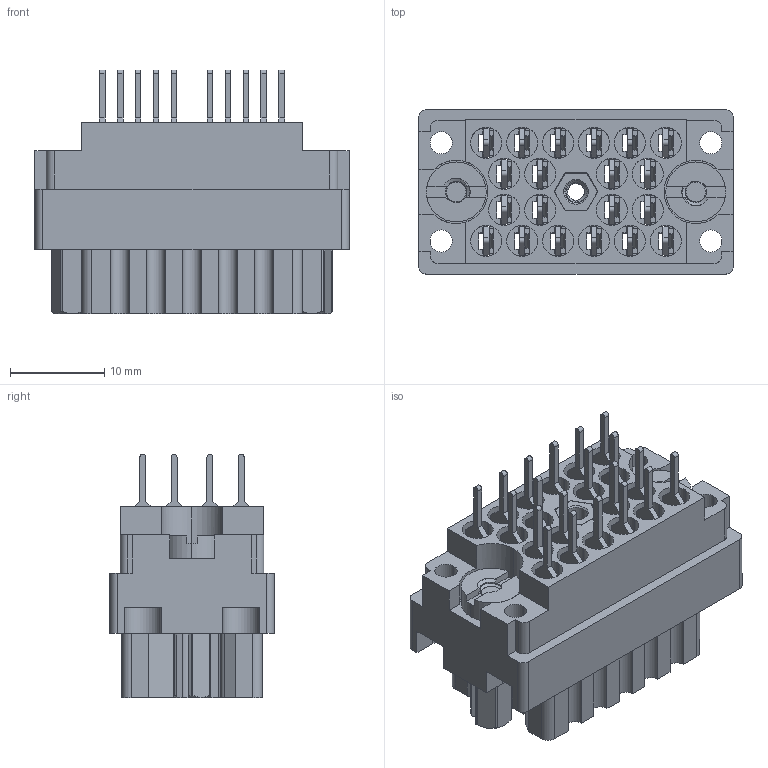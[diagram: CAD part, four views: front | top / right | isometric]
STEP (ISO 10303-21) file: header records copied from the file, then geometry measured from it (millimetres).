
FILE_DESCRIPTION (( 'STEP AP203' ), '1' );
FILE_NAME ('516-020-520-402.STEP', '2020-03-04T19:17:35', ( '' ), ( '' ), 'SwSTEP 2.0', 'SolidWorks 2016', '' );
FILE_SCHEMA (( 'CONFIG_CONTROL_DESIGN' ));
Length unit declared in the file: inch
Products named in the file (7): 516-292-001_520 Contact; 516-252-021-102_020; 516-221-020-102_020; 516-221-020-102_021; 516-252-025-100_516-252-025-100; 516 Part Receptacle_020; 516-020-520-402
Assembly tree (26 placements, depth 2):
  516-020-520-402
    516 Part Receptacle_020
    516-292-001_520 Contact  x20
    516-252-021-102_020  x2
    516-221-020-102_020
    516-252-025-100_516-252-025-100
    516-221-020-102_021
Bounding box: 33.32 x 17.42 x 25.86 mm (x, y, z)
Volume: 6109.6 mm3; surface area: 12696.5 mm2
Topology: 26 solids, 26 shells, 2278 faces, 6567 edges, 4349 vertices
Faces by surface type: plane 1311, cylinder 769, bspline 151, cone 47
Entity records: 37003 total; most frequent: CARTESIAN_POINT 12619, ORIENTED_EDGE 5042, DIRECTION 4664, EDGE_CURVE 2521, VERTEX_POINT 1667, VECTOR 1624, LINE 1624, AXIS2_PLACEMENT_3D 1520
